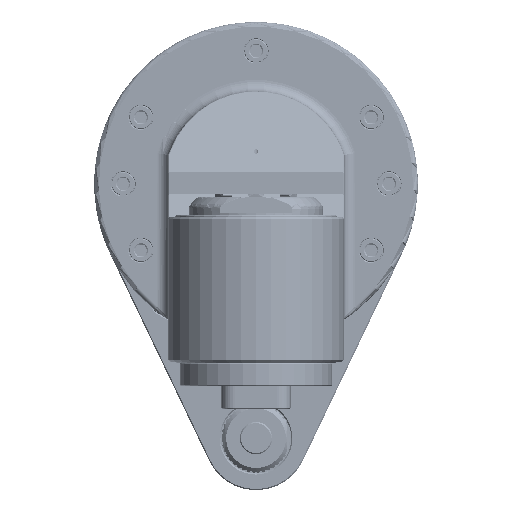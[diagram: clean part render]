
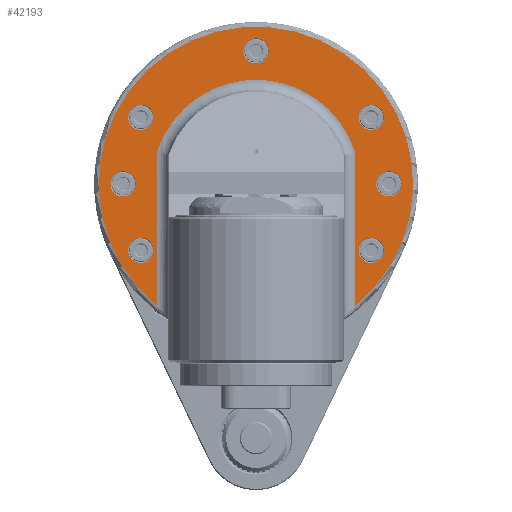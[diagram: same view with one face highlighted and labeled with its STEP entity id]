
A CAD part, front view. The second image highlights one B-rep face of the part: STEP entity #42193.
In plain terms, the highlighted planar face has unit normal (0, -1, 0).
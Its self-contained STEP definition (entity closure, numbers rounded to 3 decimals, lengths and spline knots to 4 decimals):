
#1556=FACE_BOUND('',#8607,.T.);
#1557=FACE_BOUND('',#8608,.T.);
#1558=FACE_BOUND('',#8609,.T.);
#1559=FACE_BOUND('',#8610,.T.);
#1560=FACE_BOUND('',#8611,.T.);
#1561=FACE_BOUND('',#8612,.T.);
#1562=FACE_BOUND('',#8613,.T.);
#2198=CIRCLE('',#45240,2.6772);
#2200=CIRCLE('',#45243,1.7717);
#2201=CIRCLE('',#45244,0.2146);
#2202=CIRCLE('',#45245,0.2146);
#2203=CIRCLE('',#45246,0.2146);
#2204=CIRCLE('',#45247,0.2146);
#2205=CIRCLE('',#45248,0.2146);
#2206=CIRCLE('',#45249,0.2146);
#2207=CIRCLE('',#45250,0.2146);
#5885=FACE_OUTER_BOUND('',#8606,.T.);
#8606=EDGE_LOOP('',(#29181,#29182,#29183,#29184));
#8607=EDGE_LOOP('',(#29185));
#8608=EDGE_LOOP('',(#29186));
#8609=EDGE_LOOP('',(#29187));
#8610=EDGE_LOOP('',(#29188));
#8611=EDGE_LOOP('',(#29189));
#8612=EDGE_LOOP('',(#29190));
#8613=EDGE_LOOP('',(#29191));
#11698=LINE('',#65820,#14700);
#11699=LINE('',#65823,#14701);
#14700=VECTOR('',#51249,2.5963);
#14701=VECTOR('',#51252,2.5963);
#17842=VERTEX_POINT('',#65643);
#17843=VERTEX_POINT('',#65815);
#17844=VERTEX_POINT('',#65819);
#17845=VERTEX_POINT('',#65821);
#17846=VERTEX_POINT('',#65824);
#17847=VERTEX_POINT('',#65826);
#17848=VERTEX_POINT('',#65828);
#17849=VERTEX_POINT('',#65830);
#17850=VERTEX_POINT('',#65832);
#17851=VERTEX_POINT('',#65834);
#17852=VERTEX_POINT('',#65836);
#22219=EDGE_CURVE('',#17843,#17842,#2198,.T.);
#22221=EDGE_CURVE('',#17844,#17842,#11698,.T.);
#22222=EDGE_CURVE('',#17844,#17845,#2200,.T.);
#22223=EDGE_CURVE('',#17843,#17845,#11699,.T.);
#22224=EDGE_CURVE('',#17846,#17846,#2201,.T.);
#22225=EDGE_CURVE('',#17847,#17847,#2202,.T.);
#22226=EDGE_CURVE('',#17848,#17848,#2203,.T.);
#22227=EDGE_CURVE('',#17849,#17849,#2204,.T.);
#22228=EDGE_CURVE('',#17850,#17850,#2205,.T.);
#22229=EDGE_CURVE('',#17851,#17851,#2206,.T.);
#22230=EDGE_CURVE('',#17852,#17852,#2207,.T.);
#29181=ORIENTED_EDGE('',*,*,#22219,.T.);
#29182=ORIENTED_EDGE('',*,*,#22221,.F.);
#29183=ORIENTED_EDGE('',*,*,#22222,.T.);
#29184=ORIENTED_EDGE('',*,*,#22223,.F.);
#29185=ORIENTED_EDGE('',*,*,#22224,.T.);
#29186=ORIENTED_EDGE('',*,*,#22225,.T.);
#29187=ORIENTED_EDGE('',*,*,#22226,.T.);
#29188=ORIENTED_EDGE('',*,*,#22227,.T.);
#29189=ORIENTED_EDGE('',*,*,#22228,.T.);
#29190=ORIENTED_EDGE('',*,*,#22229,.T.);
#29191=ORIENTED_EDGE('',*,*,#22230,.T.);
#41026=PLANE('',#45242);
#42193=ADVANCED_FACE('',(#5885,#1556,#1557,#1558,#1559,#1560,#1561,#1562),
#41026,.F.);
#45240=AXIS2_PLACEMENT_3D('',#65816,#51243,#51244);
#45242=AXIS2_PLACEMENT_3D('',#65818,#51247,#51248);
#45243=AXIS2_PLACEMENT_3D('',#65822,#51250,#51251);
#45244=AXIS2_PLACEMENT_3D('',#65825,#51253,#51254);
#45245=AXIS2_PLACEMENT_3D('',#65827,#51255,#51256);
#45246=AXIS2_PLACEMENT_3D('',#65829,#51257,#51258);
#45247=AXIS2_PLACEMENT_3D('',#65831,#51259,#51260);
#45248=AXIS2_PLACEMENT_3D('',#65833,#51261,#51262);
#45249=AXIS2_PLACEMENT_3D('',#65835,#51263,#51264);
#45250=AXIS2_PLACEMENT_3D('',#65837,#51265,#51266);
#51243=DIRECTION('center_axis',(0.,-1.,0.));
#51244=DIRECTION('ref_axis',(0.632,0.,-0.775));
#51247=DIRECTION('center_axis',(0.,1.,0.));
#51248=DIRECTION('ref_axis',(0.,0.,-1.));
#51249=DIRECTION('',(0.,0.,-1.));
#51250=DIRECTION('center_axis',(0.,1.,0.));
#51251=DIRECTION('ref_axis',(-0.956,0.,0.295));
#51252=DIRECTION('',(0.,0.,1.));
#51253=DIRECTION('center_axis',(0.,1.,0.));
#51254=DIRECTION('ref_axis',(-0.5,0.,-0.866));
#51255=DIRECTION('center_axis',(0.,1.,0.));
#51256=DIRECTION('ref_axis',(0.,0.,1.));
#51257=DIRECTION('center_axis',(0.,1.,0.));
#51258=DIRECTION('ref_axis',(-0.866,0.,0.5));
#51259=DIRECTION('center_axis',(0.,1.,0.));
#51260=DIRECTION('ref_axis',(0.,0.,1.));
#51261=DIRECTION('center_axis',(0.,1.,0.));
#51262=DIRECTION('ref_axis',(0.5,0.,0.866));
#51263=DIRECTION('center_axis',(0.,1.,0.));
#51264=DIRECTION('ref_axis',(0.866,0.,0.5));
#51265=DIRECTION('center_axis',(0.,1.,0.));
#51266=DIRECTION('ref_axis',(-0.866,0.,-0.5));
#65643=CARTESIAN_POINT('',(-1.6929,-0.5118,-2.0739));
#65815=CARTESIAN_POINT('',(1.6929,-0.5118,-2.0739));
#65816=CARTESIAN_POINT('Origin',(0.,-0.5118,0.));
#65818=CARTESIAN_POINT('Origin',(0.,-0.5118,0.));
#65819=CARTESIAN_POINT('',(-1.6929,-0.5118,0.5223));
#65820=CARTESIAN_POINT('',(-1.6929,-0.5118,0.5223));
#65821=CARTESIAN_POINT('',(1.6929,-0.5118,0.5223));
#65822=CARTESIAN_POINT('Origin',(0.,-0.5118,0.));
#65823=CARTESIAN_POINT('',(1.6929,-0.5118,-2.0739));
#65824=CARTESIAN_POINT('',(-2.0492,-0.5118,0.));
#65825=CARTESIAN_POINT('Origin',(-2.2638,-0.5118,0.));
#65826=CARTESIAN_POINT('',(-1.7459,-0.5118,-1.1319));
#65827=CARTESIAN_POINT('Origin',(-1.9605,-0.5118,-1.1319));
#65828=CARTESIAN_POINT('',(0.2146,-0.5118,2.2638));
#65829=CARTESIAN_POINT('Origin',(0.,-0.5118,2.2638));
#65830=CARTESIAN_POINT('',(2.1751,-0.5118,1.1319));
#65831=CARTESIAN_POINT('Origin',(1.9605,-0.5118,1.1319));
#65832=CARTESIAN_POINT('',(2.4783,-0.5118,0.));
#65833=CARTESIAN_POINT('Origin',(2.2638,-0.5118,0.));
#65834=CARTESIAN_POINT('',(2.1751,-0.5118,-1.1319));
#65835=CARTESIAN_POINT('Origin',(1.9605,-0.5118,-1.1319));
#65836=CARTESIAN_POINT('',(-1.7459,-0.5118,1.1319));
#65837=CARTESIAN_POINT('Origin',(-1.9605,-0.5118,1.1319));
